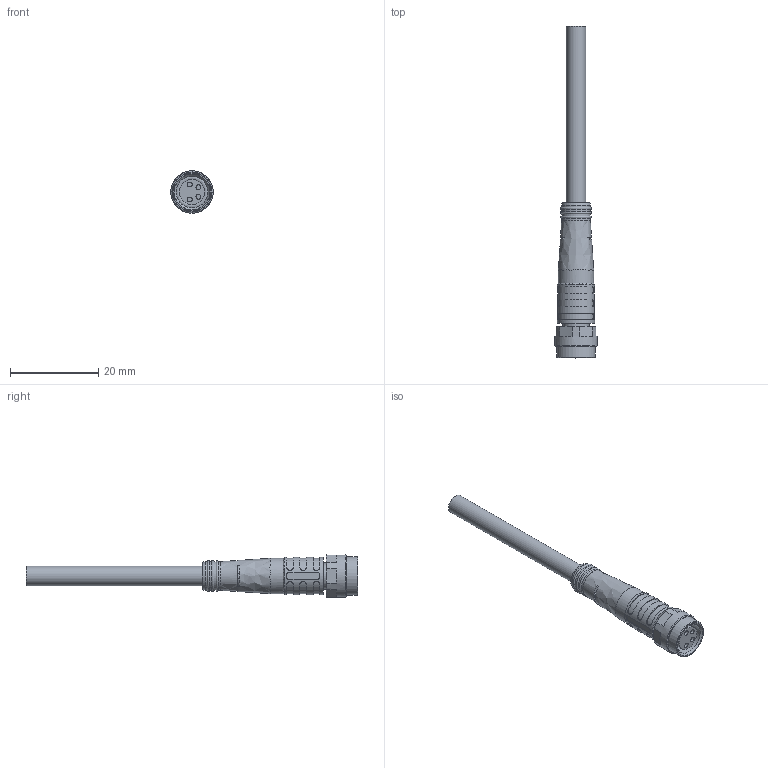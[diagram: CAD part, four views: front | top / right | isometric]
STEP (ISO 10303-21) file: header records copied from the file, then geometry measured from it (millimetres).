
FILE_DESCRIPTION(/* description */ (''),/* implementation_level */ '2;1');
FILE_NAME(/* name */ 'AL-SKP4.stp',/* time_stamp */ '2015-11-06T13:29:29+01:00',/* author */ (''),/* organization */ (''),/* preprocessor_version */ 'ST-DEVELOPER v14',/* originating_system */ 'SIEMENS PLM Software NX 8.0',/* authorisation */ '');
FILE_SCHEMA (('AP203_CONFIGURATION_CONTROLLED_3D_DESIGN_OF_MECHANICAL_PARTS_AND_ASSEMBLIES_MIM_LF { 1 0 10303 403 2 1 2}'));
Length unit declared in the file: millimetre
Products named in the file (1): AL-SKP4
Bounding box: 9.6 x 75.1 x 9.6 mm (x, y, z)
Volume: 2236.3 mm3; surface area: 1860.8 mm2
Topology: 1 solids, 1 shells, 121 faces, 307 edges, 203 vertices
Faces by surface type: plane 57, cylinder 48, cone 11, torus 4, bspline 1
Full cylindrical faces by diameter (mm): 1.1 x4, 4.4 x1, 5.7 x1, 5.9 x1, 6.501 x4, 7.2 x1, 8 x1, 8.4 x1, 8.8 x1, 9.6 x1
Entity records: 4382 total; most frequent: CARTESIAN_POINT 1631, DIRECTION 544, ORIENTED_EDGE 514, EDGE_CURVE 257, AXIS2_PLACEMENT_3D 220, VERTEX_POINT 183, EDGE_LOOP 166, ADVANCED_FACE 121
